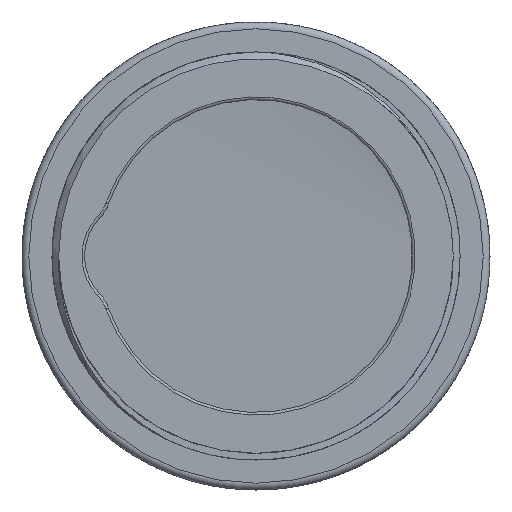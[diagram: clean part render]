
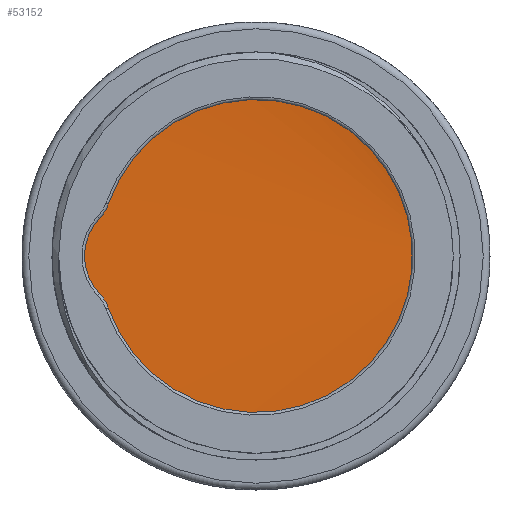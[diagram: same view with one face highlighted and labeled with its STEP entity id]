
A CAD part, left-side view. The second image highlights one B-rep face of the part: STEP entity #53152.
In plain terms, the highlighted cylindrical face has radius 14.5 mm (diameter 29 mm), a full revolution.
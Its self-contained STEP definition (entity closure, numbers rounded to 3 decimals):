
#3790=FACE_OUTER_BOUND('',#6930,.T.);
#6930=EDGE_LOOP('',(#32673,#32674,#32675));
#10417=B_SPLINE_CURVE_WITH_KNOTS('',3,(#61328,#61329,#61330,#61331,#61332,
#61333,#61334,#61335,#61336,#61337,#61338,#61339,#61340,#61341,#61342,#61343,
#61344),.UNSPECIFIED.,.F.,.F.,(4,1,1,1,1,1,1,1,1,1,1,1,1,1,4),(9.425,
9.87,10.354,10.837,11.32,11.803,
12.286,12.769,13.252,13.735,14.218,
14.701,15.184,15.667,15.708),
 .UNSPECIFIED.);
#17634=LINE('',#61253,#18102);
#17638=LINE('',#61345,#18106);
#18102=VECTOR('',#57805,14.5);
#18106=VECTOR('',#57821,14.5);
#18570=VERTEX_POINT('',#61251);
#18571=VERTEX_POINT('',#61252);
#18582=VERTEX_POINT('',#61327);
#24216=EDGE_CURVE('',#18570,#18571,#17634,.T.);
#24229=EDGE_CURVE('',#18582,#18571,#10417,.T.);
#24230=EDGE_CURVE('',#18582,#18570,#17638,.T.);
#32673=ORIENTED_EDGE('',*,*,#24216,.T.);
#32674=ORIENTED_EDGE('',*,*,#24229,.F.);
#32675=ORIENTED_EDGE('',*,*,#24230,.T.);
#49549=CYLINDRICAL_SURFACE('',#56318,14.5);
#53152=ADVANCED_FACE('',(#3790),#49549,.T.);
#56318=AXIS2_PLACEMENT_3D('',#61326,#57819,#57820);
#57805=DIRECTION('',(1.,0.,0.));
#57819=DIRECTION('center_axis',(1.,0.,0.));
#57820=DIRECTION('ref_axis',(0.,1.,0.));
#57821=DIRECTION('',(1.,0.,0.));
#61251=CARTESIAN_POINT('',(4.2,-14.5,0.));
#61252=CARTESIAN_POINT('',(5.4,-14.5,0.));
#61253=CARTESIAN_POINT('',(0.,-14.5,0.));
#61326=CARTESIAN_POINT('Origin',(0.,0.,0.));
#61327=CARTESIAN_POINT('',(2.6,-14.5,0.));
#61328=CARTESIAN_POINT('Ctrl Pts',(2.6,-14.501,0.));
#61329=CARTESIAN_POINT('Ctrl Pts',(2.666,-14.5,2.154));
#61330=CARTESIAN_POINT('Ctrl Pts',(2.804,-13.485,6.643));
#61331=CARTESIAN_POINT('Ctrl Pts',(3.014,-9.028,12.074));
#61332=CARTESIAN_POINT('Ctrl Pts',(3.229,-2.386,14.886));
#61333=CARTESIAN_POINT('Ctrl Pts',(3.444,4.802,14.291));
#61334=CARTESIAN_POINT('Ctrl Pts',(3.66,10.89,10.425));
#61335=CARTESIAN_POINT('Ctrl Pts',(3.875,14.487,4.174));
#61336=CARTESIAN_POINT('Ctrl Pts',(4.09,14.768,-3.033));
#61337=CARTESIAN_POINT('Ctrl Pts',(4.306,11.669,-9.546));
#61338=CARTESIAN_POINT('Ctrl Pts',(4.521,5.899,-13.874));
#61339=CARTESIAN_POINT('Ctrl Pts',(4.736,-1.22,-15.027));
#61340=CARTESIAN_POINT('Ctrl Pts',(4.951,-8.061,-12.74));
#61341=CARTESIAN_POINT('Ctrl Pts',(5.167,-13.056,-7.538));
#61342=CARTESIAN_POINT('Ctrl Pts',(5.316,-14.451,-2.726));
#61343=CARTESIAN_POINT('Ctrl Pts',(5.394,-14.501,-0.196));
#61344=CARTESIAN_POINT('Ctrl Pts',(5.4,-14.501,0.));
#61345=CARTESIAN_POINT('',(0.,-14.5,0.));
